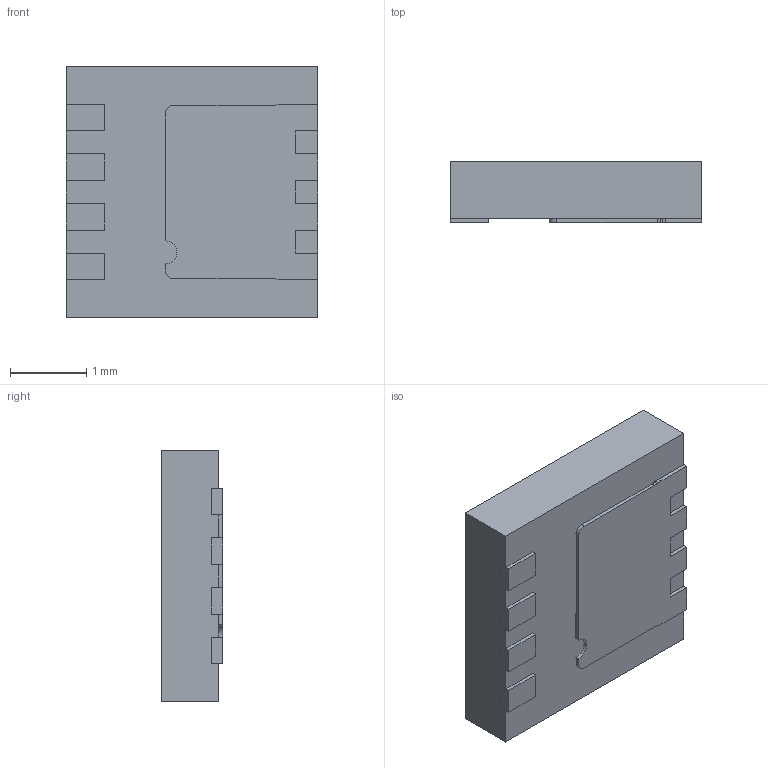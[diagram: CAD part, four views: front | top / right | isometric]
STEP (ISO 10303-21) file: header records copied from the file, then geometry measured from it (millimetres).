
FILE_DESCRIPTION (( 'STEP AP214' ), '1' );
FILE_NAME ('WDFN-8_511DH.STEP', '2023-11-29T12:26:34', ( 'LENOVO' ), ( '' ), 'SwSTEP 2.0', 'SolidWorks 2021', '' );
FILE_SCHEMA (( 'AUTOMOTIVE_DESIGN' ));
Length unit declared in the file: millimetre
Products named in the file (1): WDFN-8_511DH
Bounding box: 3.3 x 0.8 x 3.3 mm (x, y, z)
Volume: 8.4 mm3; surface area: 45.8 mm2
Topology: 7 solids, 7 shells, 111 faces, 288 edges, 192 vertices
Faces by surface type: plane 93, cylinder 18
Entity records: 3446 total; most frequent: CARTESIAN_POINT 592, ORIENTED_EDGE 576, DIRECTION 548, EDGE_CURVE 288, VECTOR 252, LINE 252, VERTEX_POINT 192, AXIS2_PLACEMENT_3D 148
